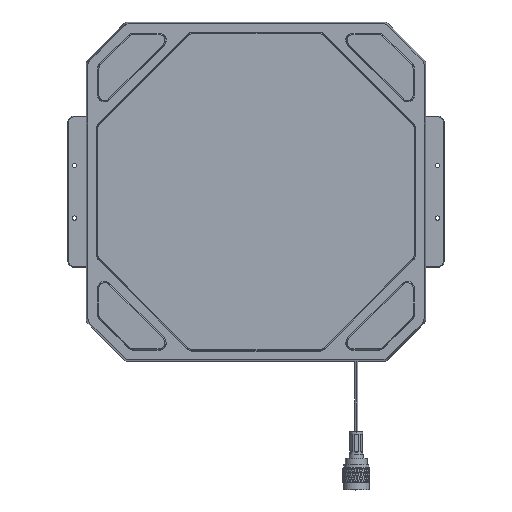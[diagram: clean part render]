
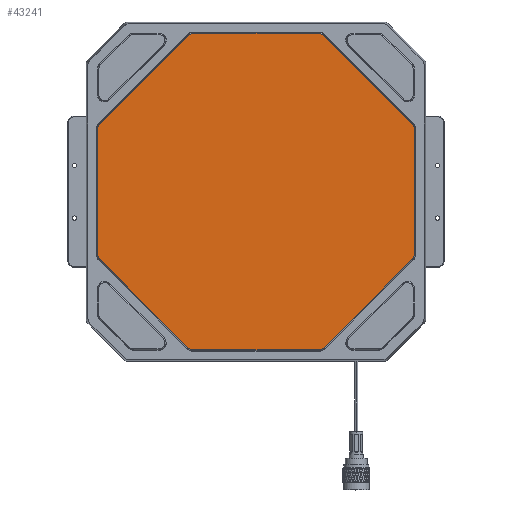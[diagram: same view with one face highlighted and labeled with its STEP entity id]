
A CAD part, top view. The second image highlights one B-rep face of the part: STEP entity #43241.
In plain terms, the highlighted planar face has unit normal (0, 0, 1).
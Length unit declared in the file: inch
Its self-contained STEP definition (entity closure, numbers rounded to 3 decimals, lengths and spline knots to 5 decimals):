
#655 = VERTEX_POINT ( 'NONE', #45431 ) ;
#962 = EDGE_CURVE ( 'NONE', #60184, #39760, #44733, .T. ) ;
#1462 = DIRECTION ( 'NONE',  ( 0.707, -0.707, 0. ) ) ;
#2374 = LINE ( 'NONE', #105869, #110170 ) ;
#2589 = DIRECTION ( 'NONE',  ( 0., 0., 1. ) ) ;
#3046 = CARTESIAN_POINT ( 'NONE',  ( -4.55554, -1.88697, 0. ) ) ;
#3586 = DIRECTION ( 'NONE',  ( -1., 0., 0. ) ) ;
#5460 = AXIS2_PLACEMENT_3D ( 'NONE', #9909, #2589, #1462 ) ;
#5540 = LINE ( 'NONE', #22504, #61076 ) ;
#6291 = EDGE_LOOP ( 'NONE', ( #22727, #26091, #29814, #88231, #30643, #86003, #107164, #34821, #36659, #73220, #52820, #15095, #31370, #86410, #24424, #105696 ) ) ;
#6326 = DIRECTION ( 'NONE',  ( 0., 0., 1. ) ) ;
#6389 = EDGE_CURVE ( 'NONE', #655, #104098, #105278, .T. ) ;
#6979 = CARTESIAN_POINT ( 'NONE',  ( -2.01224, -4.68081, 0. ) ) ;
#8693 = DIRECTION ( 'NONE',  ( -0.707, 0.707, 0. ) ) ;
#9243 = EDGE_CURVE ( 'NONE', #56857, #63095, #43783, .T. ) ;
#9909 = CARTESIAN_POINT ( 'NONE',  ( 4.55554, -1.88697, 0. ) ) ;
#10243 = LINE ( 'NONE', #53302, #63136 ) ;
#11484 = LINE ( 'NONE', #87321, #89682 ) ;
#11596 = AXIS2_PLACEMENT_3D ( 'NONE', #86204, #78837, #8693 ) ;
#11638 = CARTESIAN_POINT ( 'NONE',  ( 4.7327, -1.88697, 0. ) ) ;
#12460 = CARTESIAN_POINT ( 'NONE',  ( -1.88697, -4.7327, 0. ) ) ;
#12861 = DIRECTION ( 'NONE',  ( 0., 1., 0. ) ) ;
#13881 = CIRCLE ( 'NONE', #77122, 0.17717 ) ;
#15095 = ORIENTED_EDGE ( 'NONE', *, *, #62953, .T. ) ;
#15774 = VECTOR ( 'NONE', #36720, 39.37008 ) ;
#16527 = CIRCLE ( 'NONE', #29217, 0.17717 ) ;
#19287 = DIRECTION ( 'NONE',  ( 1., 0., 0. ) ) ;
#22504 = CARTESIAN_POINT ( 'NONE',  ( 4.7327, -1.88697, 0. ) ) ;
#22727 = ORIENTED_EDGE ( 'NONE', *, *, #85309, .T. ) ;
#24424 = ORIENTED_EDGE ( 'NONE', *, *, #108153, .T. ) ;
#24710 = VERTEX_POINT ( 'NONE', #103046 ) ;
#24873 = VERTEX_POINT ( 'NONE', #87632 ) ;
#25547 = DIRECTION ( 'NONE',  ( 0.707, 0.707, 0. ) ) ;
#26091 = ORIENTED_EDGE ( 'NONE', *, *, #72806, .T. ) ;
#26420 = EDGE_CURVE ( 'NONE', #39760, #90429, #56642, .T. ) ;
#26646 = CARTESIAN_POINT ( 'NONE',  ( 4.55554, 1.88697, 0. ) ) ;
#26752 = AXIS2_PLACEMENT_3D ( 'NONE', #26646, #79215, #19287 ) ;
#28346 = DIRECTION ( 'NONE',  ( -0.707, 0.707, 0. ) ) ;
#29217 = AXIS2_PLACEMENT_3D ( 'NONE', #63498, #99023, #56698 ) ;
#29323 = VECTOR ( 'NONE', #28346, 39.37008 ) ;
#29814 = ORIENTED_EDGE ( 'NONE', *, *, #962, .T. ) ;
#30643 = ORIENTED_EDGE ( 'NONE', *, *, #39315, .T. ) ;
#30812 = DIRECTION ( 'NONE',  ( 0., 0., 1. ) ) ;
#31370 = ORIENTED_EDGE ( 'NONE', *, *, #6389, .T. ) ;
#34821 = ORIENTED_EDGE ( 'NONE', *, *, #95066, .T. ) ;
#34858 = FACE_OUTER_BOUND ( 'NONE', #6291, .T. ) ;
#35391 = DIRECTION ( 'NONE',  ( 0., 0., 1. ) ) ;
#35570 = CARTESIAN_POINT ( 'NONE',  ( 1.88697, -4.55554, 0. ) ) ;
#35670 = CIRCLE ( 'NONE', #26752, 0.17717 ) ;
#36092 = AXIS2_PLACEMENT_3D ( 'NONE', #44442, #35391, #61485 ) ;
#36659 = ORIENTED_EDGE ( 'NONE', *, *, #101967, .T. ) ;
#36720 = DIRECTION ( 'NONE',  ( 0.707, 0.707, 0. ) ) ;
#37397 = DIRECTION ( 'NONE',  ( 1., 0., 0. ) ) ;
#39016 = VERTEX_POINT ( 'NONE', #70805 ) ;
#39315 = EDGE_CURVE ( 'NONE', #90429, #24710, #11484, .T. ) ;
#39760 = VERTEX_POINT ( 'NONE', #97742 ) ;
#43241 = ADVANCED_FACE ( 'NONE', ( #34858 ), #79511, .T. ) ;
#43277 = EDGE_CURVE ( 'NONE', #24873, #86886, #102948, .T. ) ;
#43325 = CARTESIAN_POINT ( 'NONE',  ( -2.01224, 4.68081, 0. ) ) ;
#43511 = DIRECTION ( 'NONE',  ( 0., -1., 0. ) ) ;
#43783 = CIRCLE ( 'NONE', #105225, 0.17717 ) ;
#44442 = CARTESIAN_POINT ( 'NONE',  ( 0., 0., 0. ) ) ;
#44733 = LINE ( 'NONE', #62312, #29323 ) ;
#44772 = DIRECTION ( 'NONE',  ( -0.707, -0.707, 0. ) ) ;
#45235 = CARTESIAN_POINT ( 'NONE',  ( -4.7327, 1.88697, 0. ) ) ;
#45431 = CARTESIAN_POINT ( 'NONE',  ( -1.88697, -4.7327, 0. ) ) ;
#49340 = VERTEX_POINT ( 'NONE', #65969 ) ;
#50455 = CARTESIAN_POINT ( 'NONE',  ( 1.88697, 4.55554, 0. ) ) ;
#52820 = ORIENTED_EDGE ( 'NONE', *, *, #89599, .T. ) ;
#53302 = CARTESIAN_POINT ( 'NONE',  ( -2.01224, 4.68081, 0. ) ) ;
#56642 = CIRCLE ( 'NONE', #71073, 0.17717 ) ;
#56698 = DIRECTION ( 'NONE',  ( -0.707, -0.707, 0. ) ) ;
#56857 = VERTEX_POINT ( 'NONE', #97014 ) ;
#56899 = EDGE_CURVE ( 'NONE', #24710, #91040, #13881, .T. ) ;
#59306 = CIRCLE ( 'NONE', #77305, 0.17717 ) ;
#60184 = VERTEX_POINT ( 'NONE', #83747 ) ;
#61076 = VECTOR ( 'NONE', #12861, 39.37008 ) ;
#61485 = DIRECTION ( 'NONE',  ( 1., 0., 0. ) ) ;
#62312 = CARTESIAN_POINT ( 'NONE',  ( 4.68081, 2.01224, 0. ) ) ;
#62953 = EDGE_CURVE ( 'NONE', #68079, #655, #16527, .T. ) ;
#63095 = VERTEX_POINT ( 'NONE', #68502 ) ;
#63136 = VECTOR ( 'NONE', #44772, 39.37008 ) ;
#63498 = CARTESIAN_POINT ( 'NONE',  ( -1.88697, -4.55554, 0. ) ) ;
#63618 = DIRECTION ( 'NONE',  ( 0., 0., 1. ) ) ;
#63809 = DIRECTION ( 'NONE',  ( 0.707, -0.707, 0. ) ) ;
#64235 = DIRECTION ( 'NONE',  ( 0., 1., 0. ) ) ;
#65969 = CARTESIAN_POINT ( 'NONE',  ( 4.7327, 1.88697, 0. ) ) ;
#68079 = VERTEX_POINT ( 'NONE', #6979 ) ;
#68502 = CARTESIAN_POINT ( 'NONE',  ( -4.68081, -2.01224, 0. ) ) ;
#68534 = CARTESIAN_POINT ( 'NONE',  ( 1.88697, 4.7327, 0. ) ) ;
#70805 = CARTESIAN_POINT ( 'NONE',  ( -4.68081, 2.01224, 0. ) ) ;
#71073 = AXIS2_PLACEMENT_3D ( 'NONE', #50455, #6326, #25547 ) ;
#71692 = VERTEX_POINT ( 'NONE', #45235 ) ;
#72806 = EDGE_CURVE ( 'NONE', #49340, #60184, #35670, .T. ) ;
#73006 = CIRCLE ( 'NONE', #11596, 0.17717 ) ;
#73220 = ORIENTED_EDGE ( 'NONE', *, *, #9243, .T. ) ;
#77122 = AXIS2_PLACEMENT_3D ( 'NONE', #90182, #30812, #64235 ) ;
#77305 = AXIS2_PLACEMENT_3D ( 'NONE', #35570, #79151, #43511 ) ;
#78586 = CARTESIAN_POINT ( 'NONE',  ( 2.01224, -4.68081, 0. ) ) ;
#78837 = DIRECTION ( 'NONE',  ( 0., 0., 1. ) ) ;
#79151 = DIRECTION ( 'NONE',  ( 0., 0., 1. ) ) ;
#79215 = DIRECTION ( 'NONE',  ( 0., 0., 1. ) ) ;
#79511 = PLANE ( 'NONE',  #36092 ) ;
#79967 = CARTESIAN_POINT ( 'NONE',  ( 1.88697, -4.7327, 0. ) ) ;
#81310 = CARTESIAN_POINT ( 'NONE',  ( -4.68081, -2.01224, 0. ) ) ;
#83747 = CARTESIAN_POINT ( 'NONE',  ( 4.68081, 2.01224, 0. ) ) ;
#85309 = EDGE_CURVE ( 'NONE', #86886, #49340, #5540, .T. ) ;
#85552 = VERTEX_POINT ( 'NONE', #99246 ) ;
#86003 = ORIENTED_EDGE ( 'NONE', *, *, #56899, .T. ) ;
#86204 = CARTESIAN_POINT ( 'NONE',  ( -4.55554, 1.88697, 0. ) ) ;
#86410 = ORIENTED_EDGE ( 'NONE', *, *, #107366, .T. ) ;
#86886 = VERTEX_POINT ( 'NONE', #11638 ) ;
#87321 = CARTESIAN_POINT ( 'NONE',  ( 1.88697, 4.7327, 0. ) ) ;
#87632 = CARTESIAN_POINT ( 'NONE',  ( 4.68081, -2.01224, 0. ) ) ;
#88231 = ORIENTED_EDGE ( 'NONE', *, *, #26420, .T. ) ;
#89599 = EDGE_CURVE ( 'NONE', #63095, #68079, #98786, .T. ) ;
#89682 = VECTOR ( 'NONE', #3586, 39.37008 ) ;
#90182 = CARTESIAN_POINT ( 'NONE',  ( -1.88697, 4.55554, 0. ) ) ;
#90377 = VECTOR ( 'NONE', #37397, 39.37008 ) ;
#90429 = VERTEX_POINT ( 'NONE', #68534 ) ;
#91040 = VERTEX_POINT ( 'NONE', #43325 ) ;
#95066 = EDGE_CURVE ( 'NONE', #39016, #71692, #73006, .T. ) ;
#97014 = CARTESIAN_POINT ( 'NONE',  ( -4.7327, -1.88697, 0. ) ) ;
#97742 = CARTESIAN_POINT ( 'NONE',  ( 2.01224, 4.68081, 0. ) ) ;
#98464 = DIRECTION ( 'NONE',  ( 0., -1., 0. ) ) ;
#98592 = DIRECTION ( 'NONE',  ( -1., 0., 0. ) ) ;
#98786 = LINE ( 'NONE', #81310, #103121 ) ;
#99023 = DIRECTION ( 'NONE',  ( 0., 0., 1. ) ) ;
#99246 = CARTESIAN_POINT ( 'NONE',  ( 2.01224, -4.68081, 0. ) ) ;
#101217 = EDGE_CURVE ( 'NONE', #91040, #39016, #10243, .T. ) ;
#101967 = EDGE_CURVE ( 'NONE', #71692, #56857, #2374, .T. ) ;
#102948 = CIRCLE ( 'NONE', #5460, 0.17717 ) ;
#103046 = CARTESIAN_POINT ( 'NONE',  ( -1.88697, 4.7327, 0. ) ) ;
#103121 = VECTOR ( 'NONE', #63809, 39.37008 ) ;
#104098 = VERTEX_POINT ( 'NONE', #79967 ) ;
#105225 = AXIS2_PLACEMENT_3D ( 'NONE', #3046, #63618, #98592 ) ;
#105278 = LINE ( 'NONE', #12460, #90377 ) ;
#105696 = ORIENTED_EDGE ( 'NONE', *, *, #43277, .T. ) ;
#105725 = LINE ( 'NONE', #78586, #15774 ) ;
#105869 = CARTESIAN_POINT ( 'NONE',  ( -4.7327, 1.88697, 0. ) ) ;
#107164 = ORIENTED_EDGE ( 'NONE', *, *, #101217, .T. ) ;
#107366 = EDGE_CURVE ( 'NONE', #104098, #85552, #59306, .T. ) ;
#108153 = EDGE_CURVE ( 'NONE', #85552, #24873, #105725, .T. ) ;
#110170 = VECTOR ( 'NONE', #98464, 39.37008 ) ;
